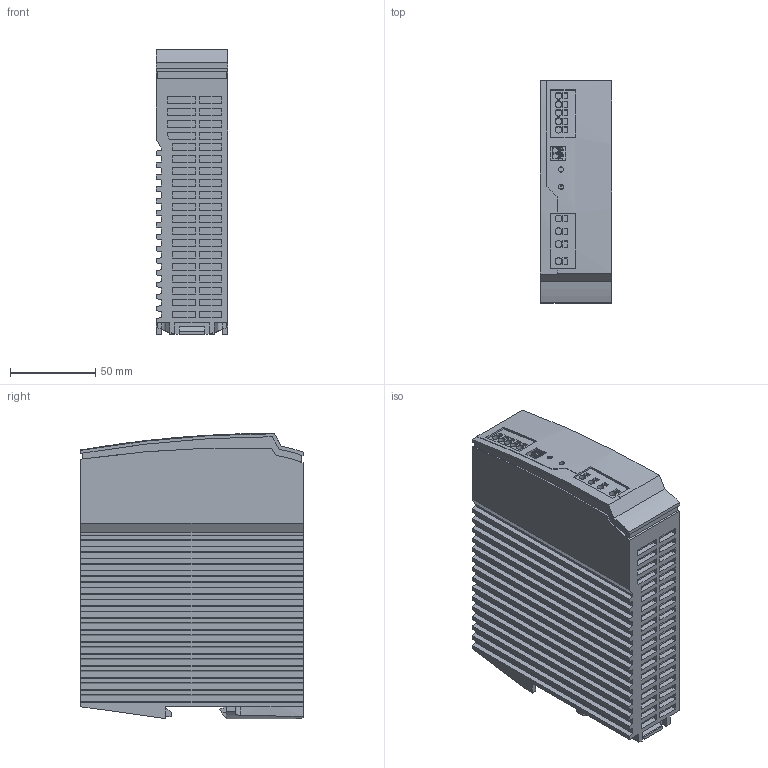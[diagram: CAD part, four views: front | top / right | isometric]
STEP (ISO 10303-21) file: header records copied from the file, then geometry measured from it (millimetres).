
FILE_DESCRIPTION(('Creo Elements/Direct Modeling STEP Export'),'2;1');
FILE_NAME('model.stp','2019-10-22T12:51:11',(''),(''),'Creo Elements/Direct Modeling STEP processor for AP214 (Solid Model)','Creo Elements/Direct Modeling 20.1A 29-Sep-2018 (C) Parametric Technology GmbH','');
FILE_SCHEMA(('AUTOMOTIVE_DESIGN { 1 0 10303 214 1 1 1 1 }'));
Length unit declared in the file: millimetre
Products named in the file (2): TRIO_PS_2G_3AC_24DC_10-select
Assembly tree (1 placements, depth 2):
  TRIO_PS_2G_3AC_24DC_10-select
    TRIO_PS_2G_3AC_24DC_10-select
Bounding box: 42 x 130 x 167 mm (x, y, z)
Volume: 826536.9 mm3; surface area: 86420.7 mm2
Topology: 1 solids, 1 shells, 707 faces, 1793 edges, 1188 vertices
Faces by surface type: plane 656, cylinder 47, extrusion 4
Entity records: 22448 total; most frequent: CARTESIAN_POINT 3850, ORIENTED_EDGE 3586, DIRECTION 3111, EDGE_CURVE 1793, VECTOR 1617, LINE 1613, VERTEX_POINT 1188, EDGE_LOOP 807
